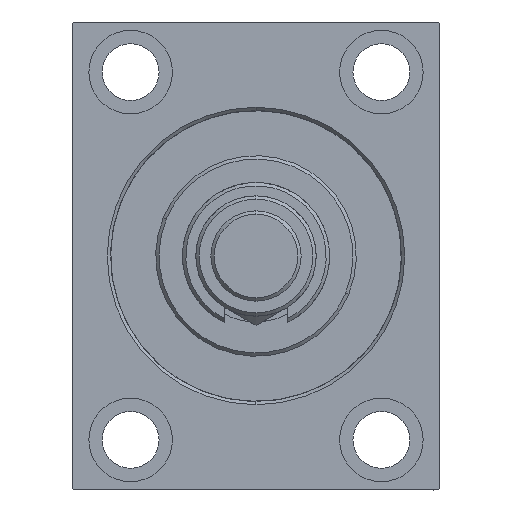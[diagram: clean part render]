
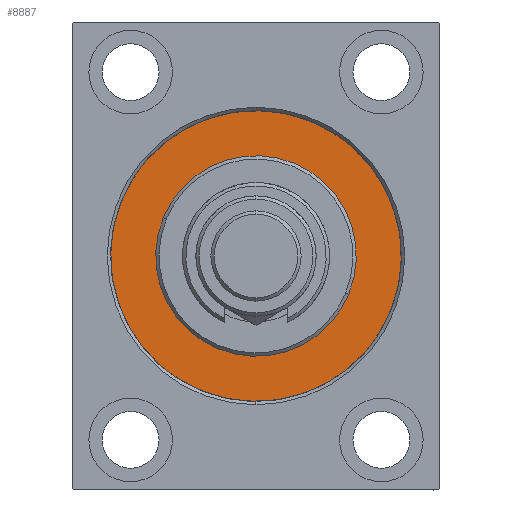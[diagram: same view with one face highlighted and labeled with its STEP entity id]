
A CAD part, left-side view. The second image highlights one B-rep face of the part: STEP entity #8887.
In plain terms, the highlighted face is planar.
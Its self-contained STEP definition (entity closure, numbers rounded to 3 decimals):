
#1310 = CARTESIAN_POINT ( 'NONE',  ( 0., 0., -30. ) ) ;
#1922 = ORIENTED_EDGE ( 'NONE', *, *, #37543, .F. ) ;
#3318 = FACE_BOUND ( 'NONE', #17969, .T. ) ;
#5884 = VERTEX_POINT ( 'NONE', #40815 ) ;
#6547 = CARTESIAN_POINT ( 'NONE',  ( 0., 0., 0. ) ) ;
#8887 = ADVANCED_FACE ( 'NONE', ( #3318, #14465 ), #44084, .F. ) ;
#9173 = AXIS2_PLACEMENT_3D ( 'NONE', #15534, #33069, #37100 ) ;
#9214 = DIRECTION ( 'NONE',  ( 0., 0., -1. ) ) ;
#12671 = CARTESIAN_POINT ( 'NONE',  ( 0., 0., 43.5 ) ) ;
#12736 = DIRECTION ( 'NONE',  ( -1., 0., 0. ) ) ;
#13413 = VERTEX_POINT ( 'NONE', #12671 ) ;
#14465 = FACE_OUTER_BOUND ( 'NONE', #17812, .T. ) ;
#15534 = CARTESIAN_POINT ( 'NONE',  ( 0., 0., 0. ) ) ;
#16749 = CIRCLE ( 'NONE', #9173, 30. ) ;
#17812 = EDGE_LOOP ( 'NONE', ( #1922, #32324 ) ) ;
#17969 = EDGE_LOOP ( 'NONE', ( #35096, #23047 ) ) ;
#18251 = AXIS2_PLACEMENT_3D ( 'NONE', #25605, #43378, #43613 ) ;
#20647 = EDGE_CURVE ( 'NONE', #13413, #5884, #40205, .T. ) ;
#23047 = ORIENTED_EDGE ( 'NONE', *, *, #25190, .F. ) ;
#23129 = DIRECTION ( 'NONE',  ( 0., 0., 1. ) ) ;
#25190 = EDGE_CURVE ( 'NONE', #26026, #32038, #16749, .T. ) ;
#25605 = CARTESIAN_POINT ( 'NONE',  ( 0., 0., 0. ) ) ;
#26026 = VERTEX_POINT ( 'NONE', #1310 ) ;
#26576 = AXIS2_PLACEMENT_3D ( 'NONE', #6547, #12736, #41645 ) ;
#26891 = EDGE_CURVE ( 'NONE', #32038, #26026, #36487, .T. ) ;
#32038 = VERTEX_POINT ( 'NONE', #37443 ) ;
#32324 = ORIENTED_EDGE ( 'NONE', *, *, #20647, .F. ) ;
#33069 = DIRECTION ( 'NONE',  ( 1., 0., 0. ) ) ;
#34159 = AXIS2_PLACEMENT_3D ( 'NONE', #38336, #41673, #9214 ) ;
#35096 = ORIENTED_EDGE ( 'NONE', *, *, #26891, .F. ) ;
#36487 = CIRCLE ( 'NONE', #34159, 30. ) ;
#37100 = DIRECTION ( 'NONE',  ( 0., 0., -1. ) ) ;
#37443 = CARTESIAN_POINT ( 'NONE',  ( 0., 0., 30. ) ) ;
#37543 = EDGE_CURVE ( 'NONE', #5884, #13413, #45098, .T. ) ;
#37813 = CARTESIAN_POINT ( 'NONE',  ( 0., 0., 0. ) ) ;
#38336 = CARTESIAN_POINT ( 'NONE',  ( 0., 0., 0. ) ) ;
#40205 = CIRCLE ( 'NONE', #26576, 43.5 ) ;
#40815 = CARTESIAN_POINT ( 'NONE',  ( 0., 0., -43.5 ) ) ;
#41645 = DIRECTION ( 'NONE',  ( 0., 0., 1. ) ) ;
#41673 = DIRECTION ( 'NONE',  ( 1., 0., 0. ) ) ;
#42825 = AXIS2_PLACEMENT_3D ( 'NONE', #37813, #44466, #23129 ) ;
#43378 = DIRECTION ( 'NONE',  ( -1., 0., 0. ) ) ;
#43613 = DIRECTION ( 'NONE',  ( 0., 0., 1. ) ) ;
#44084 = PLANE ( 'NONE',  #18251 ) ;
#44466 = DIRECTION ( 'NONE',  ( -1., 0., 0. ) ) ;
#45098 = CIRCLE ( 'NONE', #42825, 43.5 ) ;
